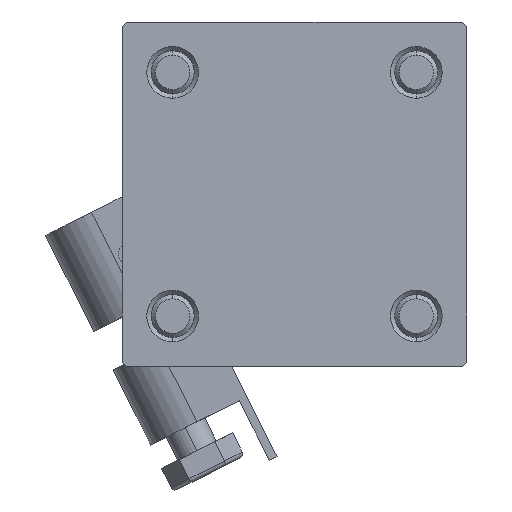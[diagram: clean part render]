
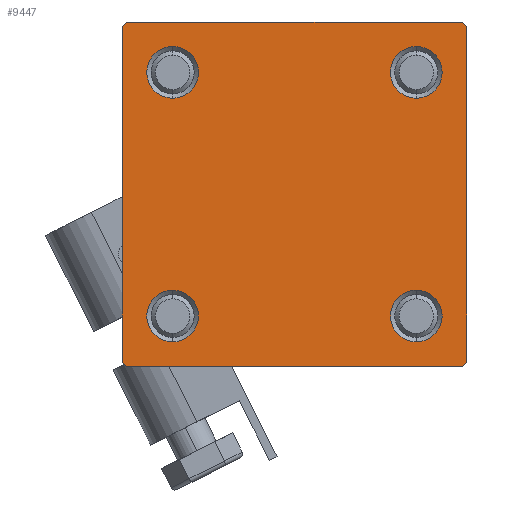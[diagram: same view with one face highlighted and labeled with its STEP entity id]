
A CAD part, left-side view. The second image highlights one B-rep face of the part: STEP entity #9447.
In plain terms, the highlighted planar face has unit normal (-1, 0, 0).
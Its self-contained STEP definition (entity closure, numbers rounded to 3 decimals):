
#447 = VECTOR ( 'NONE', #22348, 1000. ) ;
#492 = EDGE_LOOP ( 'NONE', ( #12884, #17033 ) ) ;
#1668 = CARTESIAN_POINT ( 'NONE',  ( 0., -19.5, 20. ) ) ;
#2093 = DIRECTION ( 'NONE',  ( 0., 0.707, -0.707 ) ) ;
#2601 = LINE ( 'NONE', #6697, #447 ) ;
#2794 = CARTESIAN_POINT ( 'NONE',  ( 0., -14.15, 14.15 ) ) ;
#2947 = CARTESIAN_POINT ( 'NONE',  ( 0., -20., -19.5 ) ) ;
#3235 = VERTEX_POINT ( 'NONE', #7434 ) ;
#3628 = DIRECTION ( 'NONE',  ( 0., 0., 1. ) ) ;
#3655 = EDGE_LOOP ( 'NONE', ( #41638, #26770 ) ) ;
#3880 = FACE_BOUND ( 'NONE', #3655, .T. ) ;
#4389 = AXIS2_PLACEMENT_3D ( 'NONE', #27753, #8480, #15429 ) ;
#4441 = CARTESIAN_POINT ( 'NONE',  ( 0., -14.15, 14.15 ) ) ;
#4606 = CIRCLE ( 'NONE', #14475, 3. ) ;
#4849 = DIRECTION ( 'NONE',  ( 0., 0., 1. ) ) ;
#5129 = AXIS2_PLACEMENT_3D ( 'NONE', #2794, #49507, #49006 ) ;
#5591 = VECTOR ( 'NONE', #29504, 1000. ) ;
#5725 = VERTEX_POINT ( 'NONE', #24934 ) ;
#5868 = LINE ( 'NONE', #38665, #5591 ) ;
#6695 = ORIENTED_EDGE ( 'NONE', *, *, #50436, .F. ) ;
#6697 = CARTESIAN_POINT ( 'NONE',  ( 0., -19.75, 19.75 ) ) ;
#7166 = VERTEX_POINT ( 'NONE', #13630 ) ;
#7216 = VECTOR ( 'NONE', #23028, 1000. ) ;
#7371 = LINE ( 'NONE', #31001, #7216 ) ;
#7434 = CARTESIAN_POINT ( 'NONE',  ( 0., 19.5, 20. ) ) ;
#7662 = CARTESIAN_POINT ( 'NONE',  ( 0., -14.15, 11.15 ) ) ;
#8123 = CIRCLE ( 'NONE', #13866, 3. ) ;
#8480 = DIRECTION ( 'NONE',  ( -1., 0., 0. ) ) ;
#9141 = VERTEX_POINT ( 'NONE', #2947 ) ;
#9196 = DIRECTION ( 'NONE',  ( 1., 0., 0. ) ) ;
#9249 = VERTEX_POINT ( 'NONE', #25714 ) ;
#9433 = EDGE_CURVE ( 'NONE', #49425, #26369, #24032, .T. ) ;
#9447 = ADVANCED_FACE ( 'NONE', ( #12332, #3880, #20025, #32103, #43160 ), #31101, .T. ) ;
#10138 = AXIS2_PLACEMENT_3D ( 'NONE', #28725, #9196, #36944 ) ;
#10223 = VECTOR ( 'NONE', #49866, 1000. ) ;
#11742 = VERTEX_POINT ( 'NONE', #7662 ) ;
#11860 = CIRCLE ( 'NONE', #15128, 3. ) ;
#12332 = FACE_BOUND ( 'NONE', #48506, .T. ) ;
#12401 = CARTESIAN_POINT ( 'NONE',  ( 0., 20., -19.5 ) ) ;
#12414 = ORIENTED_EDGE ( 'NONE', *, *, #9433, .T. ) ;
#12685 = EDGE_CURVE ( 'NONE', #3235, #32016, #50110, .T. ) ;
#12818 = VERTEX_POINT ( 'NONE', #42663 ) ;
#12884 = ORIENTED_EDGE ( 'NONE', *, *, #31391, .T. ) ;
#12944 = ORIENTED_EDGE ( 'NONE', *, *, #16742, .T. ) ;
#13630 = CARTESIAN_POINT ( 'NONE',  ( 0., -20., 19.5 ) ) ;
#13742 = EDGE_CURVE ( 'NONE', #26369, #49425, #40507, .T. ) ;
#13866 = AXIS2_PLACEMENT_3D ( 'NONE', #23106, #15901, #31583 ) ;
#14131 = CARTESIAN_POINT ( 'NONE',  ( 0., 19.75, 19.75 ) ) ;
#14475 = AXIS2_PLACEMENT_3D ( 'NONE', #4441, #31913, #23187 ) ;
#14777 = CARTESIAN_POINT ( 'NONE',  ( 0., -14.15, 17.15 ) ) ;
#15128 = AXIS2_PLACEMENT_3D ( 'NONE', #21841, #45218, #18249 ) ;
#15429 = DIRECTION ( 'NONE',  ( 0., 0., 1. ) ) ;
#15901 = DIRECTION ( 'NONE',  ( 1., 0., 0. ) ) ;
#16432 = DIRECTION ( 'NONE',  ( 1., 0., 0. ) ) ;
#16630 = EDGE_CURVE ( 'NONE', #44257, #5725, #11860, .T. ) ;
#16742 = EDGE_CURVE ( 'NONE', #7166, #32016, #2601, .T. ) ;
#17033 = ORIENTED_EDGE ( 'NONE', *, *, #16630, .T. ) ;
#18249 = DIRECTION ( 'NONE',  ( 0., 0., 1. ) ) ;
#19449 = VECTOR ( 'NONE', #20753, 1000. ) ;
#19650 = LINE ( 'NONE', #25908, #25976 ) ;
#20025 = FACE_BOUND ( 'NONE', #492, .T. ) ;
#20753 = DIRECTION ( 'NONE',  ( 0., 0., -1. ) ) ;
#20817 = EDGE_CURVE ( 'NONE', #28587, #11742, #4606, .T. ) ;
#21007 = CARTESIAN_POINT ( 'NONE',  ( 0., -14.15, -14.15 ) ) ;
#21217 = CARTESIAN_POINT ( 'NONE',  ( 0., -14.15, -14.15 ) ) ;
#21798 = CARTESIAN_POINT ( 'NONE',  ( 0., 14.15, 17.15 ) ) ;
#21841 = CARTESIAN_POINT ( 'NONE',  ( 0., 14.15, -14.15 ) ) ;
#21955 = VERTEX_POINT ( 'NONE', #40732 ) ;
#22348 = DIRECTION ( 'NONE',  ( 0., 0.707, 0.707 ) ) ;
#23028 = DIRECTION ( 'NONE',  ( 0., -0.707, -0.707 ) ) ;
#23106 = CARTESIAN_POINT ( 'NONE',  ( 0., 14.15, -14.15 ) ) ;
#23187 = DIRECTION ( 'NONE',  ( 0., 0., 1. ) ) ;
#23222 = VERTEX_POINT ( 'NONE', #29629 ) ;
#23395 = CARTESIAN_POINT ( 'NONE',  ( 0., 14.15, 11.15 ) ) ;
#24032 = CIRCLE ( 'NONE', #40469, 3. ) ;
#24934 = CARTESIAN_POINT ( 'NONE',  ( 0., 14.15, -11.15 ) ) ;
#25191 = ORIENTED_EDGE ( 'NONE', *, *, #47721, .T. ) ;
#25202 = ORIENTED_EDGE ( 'NONE', *, *, #29368, .T. ) ;
#25299 = VERTEX_POINT ( 'NONE', #12401 ) ;
#25566 = DIRECTION ( 'NONE',  ( 0., 0., 1. ) ) ;
#25714 = CARTESIAN_POINT ( 'NONE',  ( 0., -14.15, -11.15 ) ) ;
#25908 = CARTESIAN_POINT ( 'NONE',  ( 0., -19.75, -19.75 ) ) ;
#25976 = VECTOR ( 'NONE', #31222, 1000. ) ;
#26235 = CARTESIAN_POINT ( 'NONE',  ( 0., 14.15, -17.15 ) ) ;
#26369 = VERTEX_POINT ( 'NONE', #23395 ) ;
#26682 = VERTEX_POINT ( 'NONE', #36876 ) ;
#26770 = ORIENTED_EDGE ( 'NONE', *, *, #47655, .T. ) ;
#26774 = ORIENTED_EDGE ( 'NONE', *, *, #37251, .T. ) ;
#27753 = CARTESIAN_POINT ( 'NONE',  ( 0., 0., 0. ) ) ;
#28587 = VERTEX_POINT ( 'NONE', #14777 ) ;
#28725 = CARTESIAN_POINT ( 'NONE',  ( 0., 14.15, 14.15 ) ) ;
#29368 = EDGE_CURVE ( 'NONE', #12818, #25299, #5868, .T. ) ;
#29504 = DIRECTION ( 'NONE',  ( 0., 0., -1. ) ) ;
#29629 = CARTESIAN_POINT ( 'NONE',  ( 0., -14.15, -17.15 ) ) ;
#30856 = VECTOR ( 'NONE', #42517, 1000. ) ;
#31001 = CARTESIAN_POINT ( 'NONE',  ( 0., 19.75, -19.75 ) ) ;
#31101 = PLANE ( 'NONE',  #4389 ) ;
#31222 = DIRECTION ( 'NONE',  ( 0., -0.707, 0.707 ) ) ;
#31391 = EDGE_CURVE ( 'NONE', #5725, #44257, #8123, .T. ) ;
#31583 = DIRECTION ( 'NONE',  ( 0., 0., 1. ) ) ;
#31773 = AXIS2_PLACEMENT_3D ( 'NONE', #21007, #44637, #4849 ) ;
#31913 = DIRECTION ( 'NONE',  ( 1., 0., 0. ) ) ;
#32016 = VERTEX_POINT ( 'NONE', #1668 ) ;
#32103 = FACE_BOUND ( 'NONE', #36694, .T. ) ;
#32575 = CARTESIAN_POINT ( 'NONE',  ( 0., -20., 20. ) ) ;
#34211 = CARTESIAN_POINT ( 'NONE',  ( 0., 20., 20. ) ) ;
#34478 = EDGE_LOOP ( 'NONE', ( #25202, #39424, #25191, #50403, #6695, #12944, #38097, #39402 ) ) ;
#35233 = ORIENTED_EDGE ( 'NONE', *, *, #13742, .T. ) ;
#36694 = EDGE_LOOP ( 'NONE', ( #12414, #35233 ) ) ;
#36876 = CARTESIAN_POINT ( 'NONE',  ( 0., 19.5, -20. ) ) ;
#36941 = EDGE_CURVE ( 'NONE', #3235, #12818, #49572, .T. ) ;
#36944 = DIRECTION ( 'NONE',  ( 0., 0., 1. ) ) ;
#37251 = EDGE_CURVE ( 'NONE', #11742, #28587, #49408, .T. ) ;
#37499 = CIRCLE ( 'NONE', #31773, 3. ) ;
#38097 = ORIENTED_EDGE ( 'NONE', *, *, #12685, .F. ) ;
#38665 = CARTESIAN_POINT ( 'NONE',  ( 0., 20., 20. ) ) ;
#39069 = CIRCLE ( 'NONE', #50533, 3. ) ;
#39402 = ORIENTED_EDGE ( 'NONE', *, *, #36941, .T. ) ;
#39424 = ORIENTED_EDGE ( 'NONE', *, *, #50788, .T. ) ;
#40469 = AXIS2_PLACEMENT_3D ( 'NONE', #42656, #16432, #3628 ) ;
#40507 = CIRCLE ( 'NONE', #10138, 3. ) ;
#40535 = LINE ( 'NONE', #32575, #19449 ) ;
#40732 = CARTESIAN_POINT ( 'NONE',  ( 0., -19.5, -20. ) ) ;
#41638 = ORIENTED_EDGE ( 'NONE', *, *, #50460, .T. ) ;
#42047 = VECTOR ( 'NONE', #2093, 1000. ) ;
#42517 = DIRECTION ( 'NONE',  ( 0., -1., 0. ) ) ;
#42656 = CARTESIAN_POINT ( 'NONE',  ( 0., 14.15, 14.15 ) ) ;
#42663 = CARTESIAN_POINT ( 'NONE',  ( 0., 20., 19.5 ) ) ;
#43160 = FACE_OUTER_BOUND ( 'NONE', #34478, .T. ) ;
#44257 = VERTEX_POINT ( 'NONE', #26235 ) ;
#44637 = DIRECTION ( 'NONE',  ( 1., 0., 0. ) ) ;
#45218 = DIRECTION ( 'NONE',  ( 1., 0., 0. ) ) ;
#45863 = LINE ( 'NONE', #49448, #30856 ) ;
#45945 = ORIENTED_EDGE ( 'NONE', *, *, #20817, .T. ) ;
#47655 = EDGE_CURVE ( 'NONE', #23222, #9249, #39069, .T. ) ;
#47721 = EDGE_CURVE ( 'NONE', #26682, #21955, #45863, .T. ) ;
#48506 = EDGE_LOOP ( 'NONE', ( #45945, #26774 ) ) ;
#49006 = DIRECTION ( 'NONE',  ( 0., 0., 1. ) ) ;
#49195 = DIRECTION ( 'NONE',  ( 1., 0., 0. ) ) ;
#49408 = CIRCLE ( 'NONE', #5129, 3. ) ;
#49425 = VERTEX_POINT ( 'NONE', #21798 ) ;
#49437 = EDGE_CURVE ( 'NONE', #21955, #9141, #19650, .T. ) ;
#49448 = CARTESIAN_POINT ( 'NONE',  ( 0., 20., -20. ) ) ;
#49507 = DIRECTION ( 'NONE',  ( 1., 0., 0. ) ) ;
#49572 = LINE ( 'NONE', #14131, #42047 ) ;
#49866 = DIRECTION ( 'NONE',  ( 0., -1., 0. ) ) ;
#50110 = LINE ( 'NONE', #34211, #10223 ) ;
#50403 = ORIENTED_EDGE ( 'NONE', *, *, #49437, .T. ) ;
#50436 = EDGE_CURVE ( 'NONE', #7166, #9141, #40535, .T. ) ;
#50460 = EDGE_CURVE ( 'NONE', #9249, #23222, #37499, .T. ) ;
#50533 = AXIS2_PLACEMENT_3D ( 'NONE', #21217, #49195, #25566 ) ;
#50788 = EDGE_CURVE ( 'NONE', #25299, #26682, #7371, .T. ) ;
